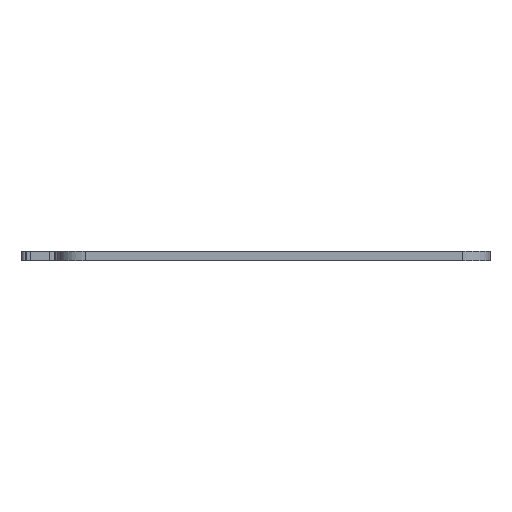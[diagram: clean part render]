
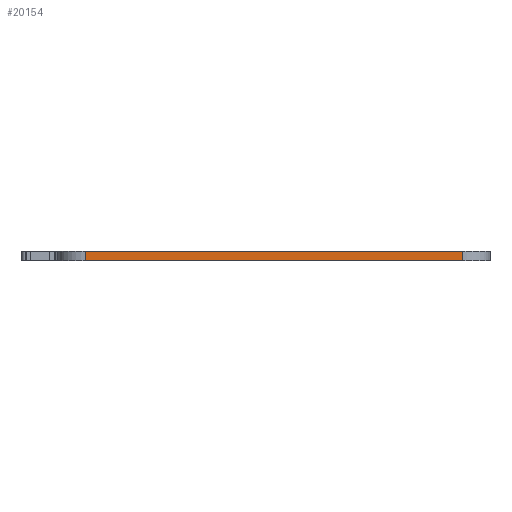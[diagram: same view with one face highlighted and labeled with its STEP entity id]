
A CAD part, left-side view. The second image highlights one B-rep face of the part: STEP entity #20154.
In plain terms, the highlighted planar face has unit normal (-1, 0, 0).
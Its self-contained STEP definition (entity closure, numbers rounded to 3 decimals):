
#55 = CYLINDRICAL_SURFACE('',#56,4.763);
#56 = AXIS2_PLACEMENT_3D('',#57,#58,#59);
#57 = CARTESIAN_POINT('',(82.723,-49.027,0.));
#58 = DIRECTION('',(-0.,-0.,-1.));
#59 = DIRECTION('',(1.,0.,-0.));
#83 = PLANE('',#84);
#84 = AXIS2_PLACEMENT_3D('',#85,#86,#87);
#85 = CARTESIAN_POINT('',(201.702,-80.958,1.6));
#86 = DIRECTION('',(-0.,-0.,-1.));
#87 = DIRECTION('',(-1.,0.,0.));
#137 = PLANE('',#138);
#138 = AXIS2_PLACEMENT_3D('',#139,#140,#141);
#139 = CARTESIAN_POINT('',(201.702,-80.958,0.));
#140 = DIRECTION('',(-0.,-0.,-1.));
#141 = DIRECTION('',(-1.,0.,0.));
#154 = VERTEX_POINT('',#155);
#155 = CARTESIAN_POINT('',(77.961,-49.027,1.6));
#181 = EDGE_CURVE('',#182,#154,#184,.T.);
#182 = VERTEX_POINT('',#183);
#183 = CARTESIAN_POINT('',(77.961,-49.027,0.));
#184 = SURFACE_CURVE('',#185,(#189,#196),.PCURVE_S1.);
#185 = LINE('',#186,#187);
#186 = CARTESIAN_POINT('',(77.961,-49.027,0.));
#187 = VECTOR('',#188,1.);
#188 = DIRECTION('',(0.,0.,1.));
#189 = PCURVE('',#55,#190);
#190 = DEFINITIONAL_REPRESENTATION('',(#191),#195);
#191 = LINE('',#192,#193);
#192 = CARTESIAN_POINT('',(-3.142,0.));
#193 = VECTOR('',#194,1.);
#194 = DIRECTION('',(-0.,-1.));
#195 = ( GEOMETRIC_REPRESENTATION_CONTEXT(2) 
PARAMETRIC_REPRESENTATION_CONTEXT() REPRESENTATION_CONTEXT('2D SPACE',''
  ) );
#196 = PCURVE('',#197,#202);
#197 = PLANE('',#198);
#198 = AXIS2_PLACEMENT_3D('',#199,#200,#201);
#199 = CARTESIAN_POINT('',(77.961,-114.511,0.));
#200 = DIRECTION('',(-1.,0.,0.));
#201 = DIRECTION('',(0.,1.,0.));
#202 = DEFINITIONAL_REPRESENTATION('',(#203),#207);
#203 = LINE('',#204,#205);
#204 = CARTESIAN_POINT('',(65.484,0.));
#205 = VECTOR('',#206,1.);
#206 = DIRECTION('',(0.,-1.));
#207 = ( GEOMETRIC_REPRESENTATION_CONTEXT(2) 
PARAMETRIC_REPRESENTATION_CONTEXT() REPRESENTATION_CONTEXT('2D SPACE',''
  ) );
#655 = VERTEX_POINT('',#656);
#656 = CARTESIAN_POINT('',(77.961,-114.511,0.));
#675 = CYLINDRICAL_SURFACE('',#676,4.763);
#676 = AXIS2_PLACEMENT_3D('',#677,#678,#679);
#677 = CARTESIAN_POINT('',(82.723,-114.511,0.));
#678 = DIRECTION('',(-0.,-0.,-1.));
#679 = DIRECTION('',(1.,0.,-0.));
#687 = EDGE_CURVE('',#655,#182,#688,.T.);
#688 = SURFACE_CURVE('',#689,(#693,#700),.PCURVE_S1.);
#689 = LINE('',#690,#691);
#690 = CARTESIAN_POINT('',(77.961,-114.511,0.));
#691 = VECTOR('',#692,1.);
#692 = DIRECTION('',(0.,1.,0.));
#693 = PCURVE('',#137,#694);
#694 = DEFINITIONAL_REPRESENTATION('',(#695),#699);
#695 = LINE('',#696,#697);
#696 = CARTESIAN_POINT('',(123.741,-33.553));
#697 = VECTOR('',#698,1.);
#698 = DIRECTION('',(0.,1.));
#699 = ( GEOMETRIC_REPRESENTATION_CONTEXT(2) 
PARAMETRIC_REPRESENTATION_CONTEXT() REPRESENTATION_CONTEXT('2D SPACE',''
  ) );
#700 = PCURVE('',#197,#701);
#701 = DEFINITIONAL_REPRESENTATION('',(#702),#706);
#702 = LINE('',#703,#704);
#703 = CARTESIAN_POINT('',(0.,0.));
#704 = VECTOR('',#705,1.);
#705 = DIRECTION('',(1.,0.));
#706 = ( GEOMETRIC_REPRESENTATION_CONTEXT(2) 
PARAMETRIC_REPRESENTATION_CONTEXT() REPRESENTATION_CONTEXT('2D SPACE',''
  ) );
#11292 = VERTEX_POINT('',#11293);
#11293 = CARTESIAN_POINT('',(77.961,-114.511,1.6));
#11319 = EDGE_CURVE('',#11292,#154,#11320,.T.);
#11320 = SURFACE_CURVE('',#11321,(#11325,#11332),.PCURVE_S1.);
#11321 = LINE('',#11322,#11323);
#11322 = CARTESIAN_POINT('',(77.961,-114.511,1.6));
#11323 = VECTOR('',#11324,1.);
#11324 = DIRECTION('',(0.,1.,0.));
#11325 = PCURVE('',#83,#11326);
#11326 = DEFINITIONAL_REPRESENTATION('',(#11327),#11331);
#11327 = LINE('',#11328,#11329);
#11328 = CARTESIAN_POINT('',(123.741,-33.553));
#11329 = VECTOR('',#11330,1.);
#11330 = DIRECTION('',(0.,1.));
#11331 = ( GEOMETRIC_REPRESENTATION_CONTEXT(2) 
PARAMETRIC_REPRESENTATION_CONTEXT() REPRESENTATION_CONTEXT('2D SPACE',''
  ) );
#11332 = PCURVE('',#197,#11333);
#11333 = DEFINITIONAL_REPRESENTATION('',(#11334),#11338);
#11334 = LINE('',#11335,#11336);
#11335 = CARTESIAN_POINT('',(0.,-1.6));
#11336 = VECTOR('',#11337,1.);
#11337 = DIRECTION('',(1.,0.));
#11338 = ( GEOMETRIC_REPRESENTATION_CONTEXT(2) 
PARAMETRIC_REPRESENTATION_CONTEXT() REPRESENTATION_CONTEXT('2D SPACE',''
  ) );
#20154 = ADVANCED_FACE('',(#20155),#197,.T.);
#20155 = FACE_BOUND('',#20156,.T.);
#20156 = EDGE_LOOP('',(#20157,#20178,#20179,#20180));
#20157 = ORIENTED_EDGE('',*,*,#20158,.T.);
#20158 = EDGE_CURVE('',#655,#11292,#20159,.T.);
#20159 = SURFACE_CURVE('',#20160,(#20164,#20171),.PCURVE_S1.);
#20160 = LINE('',#20161,#20162);
#20161 = CARTESIAN_POINT('',(77.961,-114.511,0.));
#20162 = VECTOR('',#20163,1.);
#20163 = DIRECTION('',(0.,0.,1.));
#20164 = PCURVE('',#197,#20165);
#20165 = DEFINITIONAL_REPRESENTATION('',(#20166),#20170);
#20166 = LINE('',#20167,#20168);
#20167 = CARTESIAN_POINT('',(0.,0.));
#20168 = VECTOR('',#20169,1.);
#20169 = DIRECTION('',(0.,-1.));
#20170 = ( GEOMETRIC_REPRESENTATION_CONTEXT(2) 
PARAMETRIC_REPRESENTATION_CONTEXT() REPRESENTATION_CONTEXT('2D SPACE',''
  ) );
#20171 = PCURVE('',#675,#20172);
#20172 = DEFINITIONAL_REPRESENTATION('',(#20173),#20177);
#20173 = LINE('',#20174,#20175);
#20174 = CARTESIAN_POINT('',(-3.142,0.));
#20175 = VECTOR('',#20176,1.);
#20176 = DIRECTION('',(-0.,-1.));
#20177 = ( GEOMETRIC_REPRESENTATION_CONTEXT(2) 
PARAMETRIC_REPRESENTATION_CONTEXT() REPRESENTATION_CONTEXT('2D SPACE',''
  ) );
#20178 = ORIENTED_EDGE('',*,*,#11319,.T.);
#20179 = ORIENTED_EDGE('',*,*,#181,.F.);
#20180 = ORIENTED_EDGE('',*,*,#687,.F.);
